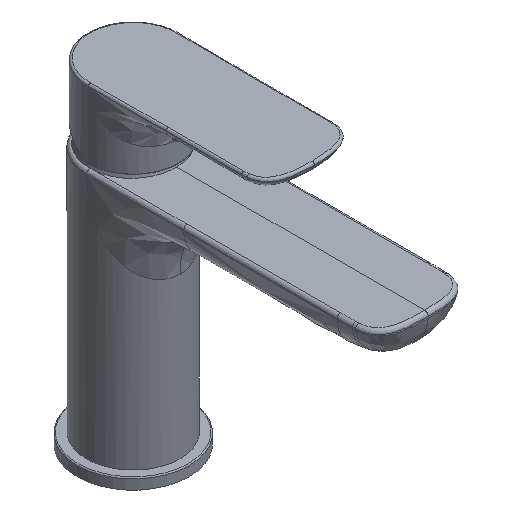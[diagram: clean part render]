
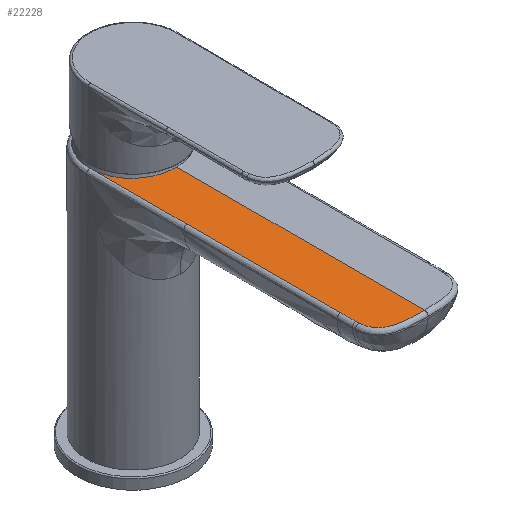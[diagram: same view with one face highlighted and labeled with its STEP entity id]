
A CAD part, isometric view. The second image highlights one B-rep face of the part: STEP entity #22228.
In plain terms, the highlighted planar face has unit normal (-0.026, 0, 1).
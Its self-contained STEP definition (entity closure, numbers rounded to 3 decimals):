
#288=PLANE('',#23599);
#1377=CIRCLE('',#23598,1.699);
#1588=LINE('',#32949,#4228);
#1591=LINE('',#33344,#4231);
#4228=VECTOR('',#25184,1000.);
#4231=VECTOR('',#25207,1000.);
#6984=B_SPLINE_CURVE_WITH_KNOTS('',3,(#33004,#33005,#33006,#33007,#33008,
#33009,#33010,#33011,#33012,#33013),.UNSPECIFIED.,.F.,.F.,(4,1,1,1,1,1,
1,4),(0.,0.003,0.006,0.01,0.013,
0.016,0.019,0.025),.UNSPECIFIED.);
#6988=B_SPLINE_CURVE_WITH_KNOTS('',3,(#33076,#33077,#33078,#33079),
 .UNSPECIFIED.,.F.,.F.,(4,4),(0.,0.071),.UNSPECIFIED.);
#7001=B_SPLINE_CURVE_WITH_KNOTS('',3,(#33352,#33353,#33354,#33355,#33356),
 .UNSPECIFIED.,.F.,.F.,(4,1,4),(-0.024,-0.003,
0.018),.UNSPECIFIED.);
#7681=ORIENTED_EDGE('',*,*,#13933,.F.);
#7682=ORIENTED_EDGE('',*,*,#13936,.T.);
#7683=ORIENTED_EDGE('',*,*,#13937,.T.);
#7684=ORIENTED_EDGE('',*,*,#13935,.F.);
#7685=ORIENTED_EDGE('',*,*,#13916,.T.);
#7686=ORIENTED_EDGE('',*,*,#13913,.T.);
#7687=ORIENTED_EDGE('',*,*,#13911,.T.);
#7688=ORIENTED_EDGE('',*,*,#13908,.T.);
#7689=ORIENTED_EDGE('',*,*,#13906,.F.);
#13906=EDGE_CURVE('',#17059,#17060,#1588,.T.);
#13908=EDGE_CURVE('',#17061,#17060,#6984,.T.);
#13911=EDGE_CURVE('',#17062,#17061,#19073,.T.);
#13913=EDGE_CURVE('',#17063,#17062,#19074,.T.);
#13916=EDGE_CURVE('',#17064,#17063,#6988,.T.);
#13933=EDGE_CURVE('',#17075,#17059,#1591,.T.);
#13935=EDGE_CURVE('',#17064,#17076,#1377,.T.);
#13936=EDGE_CURVE('',#17075,#17077,#19076,.F.);
#13937=EDGE_CURVE('',#17077,#17076,#7001,.T.);
#17059=VERTEX_POINT('',#32948);
#17060=VERTEX_POINT('',#32950);
#17061=VERTEX_POINT('',#33014);
#17062=VERTEX_POINT('',#33037);
#17063=VERTEX_POINT('',#33052);
#17064=VERTEX_POINT('',#33070);
#17075=VERTEX_POINT('',#33343);
#17076=VERTEX_POINT('',#33347);
#17077=VERTEX_POINT('',#33351);
#19073=ELLIPSE('',#23586,20.257,20.25);
#19074=ELLIPSE('',#23588,797.629,797.356);
#19076=ELLIPSE('',#23600,20.157,20.15);
#19229=EDGE_LOOP('',(#7681,#7682,#7683,#7684,#7685,#7686,#7687,#7688,#7689));
#20703=FACE_BOUND('',#19229,.T.);
#22228=ADVANCED_FACE('',(#20703),#288,.T.);
#23586=AXIS2_PLACEMENT_3D('',#33038,#25185,#25186);
#23588=AXIS2_PLACEMENT_3D('',#33053,#25189,#25190);
#23598=AXIS2_PLACEMENT_3D('',#33348,#25212,#25213);
#23599=AXIS2_PLACEMENT_3D('',#33349,#25214,#25215);
#23600=AXIS2_PLACEMENT_3D('',#33350,#25216,#25217);
#25184=DIRECTION('',(0.,-1.,0.));
#25185=DIRECTION('',(-0.026,0.,1.));
#25186=DIRECTION('',(1.,0.,0.026));
#25189=DIRECTION('',(-0.026,0.,1.));
#25190=DIRECTION('',(1.,0.,0.026));
#25207=DIRECTION('',(0.,-1.,0.));
#25212=DIRECTION('',(-0.026,0.,1.));
#25213=DIRECTION('',(1.,0.,0.026));
#25214=DIRECTION('',(-0.026,0.,1.));
#25215=DIRECTION('',(1.,0.,0.026));
#25216=DIRECTION('',(-0.026,0.,1.));
#25217=DIRECTION('',(1.,0.,0.026));
#32948=CARTESIAN_POINT('',(0.,-134.882,116.269));
#32949=CARTESIAN_POINT('',(0.,27.,116.269));
#32950=CARTESIAN_POINT('',(0.,-134.882,116.269));
#33004=CARTESIAN_POINT('',(-19.879,-124.341,115.749));
#33005=CARTESIAN_POINT('',(-19.785,-125.398,115.751));
#33006=CARTESIAN_POINT('',(-19.434,-127.503,115.76));
#33007=CARTESIAN_POINT('',(-17.923,-130.353,115.8));
#33008=CARTESIAN_POINT('',(-15.42,-132.362,115.866));
#33009=CARTESIAN_POINT('',(-12.473,-133.58,115.943));
#33010=CARTESIAN_POINT('',(-9.385,-134.271,116.024));
#33011=CARTESIAN_POINT('',(-5.247,-134.795,116.132));
#33012=CARTESIAN_POINT('',(-2.099,-134.869,116.214));
#33013=CARTESIAN_POINT('',(0.,-134.882,116.269));
#33014=CARTESIAN_POINT('',(-19.879,-124.341,115.749));
#33037=CARTESIAN_POINT('',(-19.944,-122.987,115.747));
#33038=CARTESIAN_POINT('',(0.304,-122.689,116.277));
#33052=CARTESIAN_POINT('',(-20.021,-115.994,115.745));
#33053=CARTESIAN_POINT('',(777.318,-110.785,136.624));
#33070=CARTESIAN_POINT('',(-20.021,-44.994,115.745));
#33076=CARTESIAN_POINT('',(-20.021,-44.994,115.745));
#33077=CARTESIAN_POINT('',(-19.872,-68.66,115.749));
#33078=CARTESIAN_POINT('',(-20.179,-92.327,115.741));
#33079=CARTESIAN_POINT('',(-20.021,-115.994,115.745));
#33343=CARTESIAN_POINT('',(0.,-20.15,116.269));
#33344=CARTESIAN_POINT('',(0.,27.,116.269));
#33347=CARTESIAN_POINT('',(-20.021,-44.993,115.745));
#33348=CARTESIAN_POINT('',(-21.719,-45.005,115.701));
#33349=CARTESIAN_POINT('',(0.,27.,116.269));
#33350=CARTESIAN_POINT('',(0.,0.,116.269));
#33351=CARTESIAN_POINT('',(-20.044,-2.061,115.744));
#33352=CARTESIAN_POINT('',(-20.044,-2.061,115.744));
#33353=CARTESIAN_POINT('',(-20.044,-9.216,115.744));
#33354=CARTESIAN_POINT('',(-20.112,-23.527,115.743));
#33355=CARTESIAN_POINT('',(-20.07,-37.838,115.744));
#33356=CARTESIAN_POINT('',(-20.021,-44.993,115.745));
